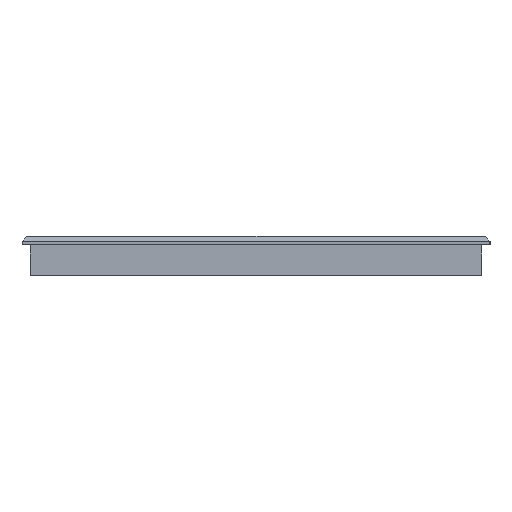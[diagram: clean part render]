
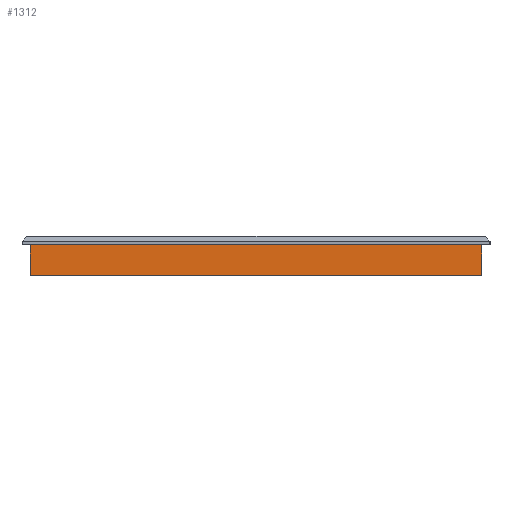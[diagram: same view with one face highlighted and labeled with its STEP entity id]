
A CAD part, left-side view. The second image highlights one B-rep face of the part: STEP entity #1312.
In plain terms, the highlighted planar face has unit normal (-1, 0, 0).
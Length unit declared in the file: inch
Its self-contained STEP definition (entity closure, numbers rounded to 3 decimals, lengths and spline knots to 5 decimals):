
#34 = CARTESIAN_POINT ( 'NONE',  ( -2.505, -2.39326, 0.05 ) ) ;
#38 = CARTESIAN_POINT ( 'NONE',  ( -2.505, 0.31674, 0.05 ) ) ;
#182 = LINE ( 'NONE', #38, #479 ) ;
#196 = VERTEX_POINT ( 'NONE', #1620 ) ;
#247 = DIRECTION ( 'NONE',  ( 0., 0., -1. ) ) ;
#351 = FACE_OUTER_BOUND ( 'NONE', #355, .T. ) ;
#355 = EDGE_LOOP ( 'NONE', ( #1545, #1524, #1818, #1748 ) ) ;
#386 = VECTOR ( 'NONE', #1010, 39.37008 ) ;
#479 = VECTOR ( 'NONE', #1479, 39.37008 ) ;
#580 = EDGE_CURVE ( 'NONE', #899, #1198, #182, .T. ) ;
#617 = DIRECTION ( 'NONE',  ( 1., 0., 0. ) ) ;
#641 = VECTOR ( 'NONE', #247, 39.37008 ) ;
#654 = VECTOR ( 'NONE', #1268, 39.37008 ) ;
#657 = VERTEX_POINT ( 'NONE', #1837 ) ;
#689 = CARTESIAN_POINT ( 'NONE',  ( -2.505, -2.39326, 0.05 ) ) ;
#712 = CARTESIAN_POINT ( 'NONE',  ( -2.505, 0.31674, -0.185 ) ) ;
#748 = EDGE_CURVE ( 'NONE', #1198, #657, #1710, .T. ) ;
#899 = VERTEX_POINT ( 'NONE', #1203 ) ;
#942 = EDGE_CURVE ( 'NONE', #196, #657, #1694, .T. ) ;
#1001 = LINE ( 'NONE', #1591, #386 ) ;
#1010 = DIRECTION ( 'NONE',  ( 0., -1., 0. ) ) ;
#1155 = AXIS2_PLACEMENT_3D ( 'NONE', #34, #617, #1493 ) ;
#1198 = VERTEX_POINT ( 'NONE', #712 ) ;
#1203 = CARTESIAN_POINT ( 'NONE',  ( -2.505, 0.31674, 0. ) ) ;
#1226 = EDGE_CURVE ( 'NONE', #899, #196, #1001, .T. ) ;
#1268 = DIRECTION ( 'NONE',  ( 0., -1., 0. ) ) ;
#1312 = ADVANCED_FACE ( 'NONE', ( #351 ), #1762, .F. ) ;
#1417 = CARTESIAN_POINT ( 'NONE',  ( -2.505, -2.39326, -0.185 ) ) ;
#1479 = DIRECTION ( 'NONE',  ( 0., 0., -1. ) ) ;
#1493 = DIRECTION ( 'NONE',  ( 0., 0., -1. ) ) ;
#1524 = ORIENTED_EDGE ( 'NONE', *, *, #1226, .F. ) ;
#1545 = ORIENTED_EDGE ( 'NONE', *, *, #942, .F. ) ;
#1591 = CARTESIAN_POINT ( 'NONE',  ( -2.505, -2.39326, 0. ) ) ;
#1620 = CARTESIAN_POINT ( 'NONE',  ( -2.505, -2.39326, 0. ) ) ;
#1694 = LINE ( 'NONE', #689, #641 ) ;
#1710 = LINE ( 'NONE', #1417, #654 ) ;
#1748 = ORIENTED_EDGE ( 'NONE', *, *, #748, .T. ) ;
#1762 = PLANE ( 'NONE',  #1155 ) ;
#1818 = ORIENTED_EDGE ( 'NONE', *, *, #580, .T. ) ;
#1837 = CARTESIAN_POINT ( 'NONE',  ( -2.505, -2.39326, -0.185 ) ) ;
